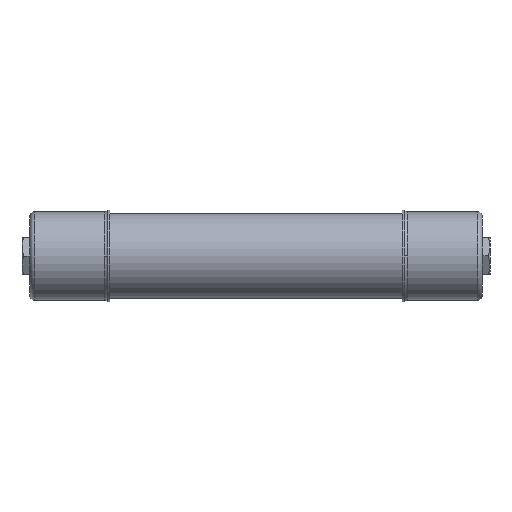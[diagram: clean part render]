
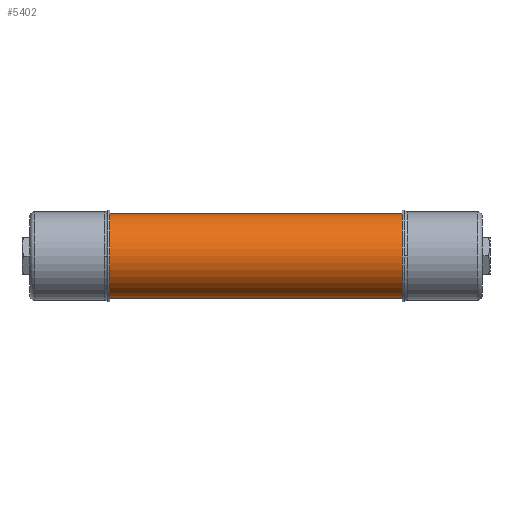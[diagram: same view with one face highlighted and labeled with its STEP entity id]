
A CAD part, front view. The second image highlights one B-rep face of the part: STEP entity #5402.
In plain terms, the highlighted cylindrical face has radius 36.513 mm (diameter 73.025 mm), a partial arc.
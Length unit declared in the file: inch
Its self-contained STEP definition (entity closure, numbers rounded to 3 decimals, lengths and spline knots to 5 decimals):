
#119 = CARTESIAN_POINT ( 'NONE',  ( -7.539, 0., 1.4375 ) ) ;
#145 = VECTOR ( 'NONE', #1154, 39.37008 ) ;
#361 = CARTESIAN_POINT ( 'NONE',  ( 7.539, 0., 0. ) ) ;
#416 = CARTESIAN_POINT ( 'NONE',  ( 7.539, 0., 0. ) ) ;
#784 = DIRECTION ( 'NONE',  ( 1., 0., 0. ) ) ;
#1105 = EDGE_CURVE ( 'NONE', #4393, #5754, #1601, .T. ) ;
#1154 = DIRECTION ( 'NONE',  ( -1., 0., 0. ) ) ;
#1601 = CIRCLE ( 'NONE', #2286, 1.4375 ) ;
#2133 = ORIENTED_EDGE ( 'NONE', *, *, #4334, .F. ) ;
#2286 = AXIS2_PLACEMENT_3D ( 'NONE', #361, #3603, #5020 ) ;
#2369 = VERTEX_POINT ( 'NONE', #4048 ) ;
#2592 = CARTESIAN_POINT ( 'NONE',  ( 7.539, 0., 1.4375 ) ) ;
#2624 = DIRECTION ( 'NONE',  ( -1., 0., 0. ) ) ;
#2959 = EDGE_CURVE ( 'NONE', #8604, #2369, #8698, .T. ) ;
#3458 = DIRECTION ( 'NONE',  ( 0., 0., -1. ) ) ;
#3464 = CARTESIAN_POINT ( 'NONE',  ( 7.539, 0., 1.4375 ) ) ;
#3603 = DIRECTION ( 'NONE',  ( 1., 0., 0. ) ) ;
#4048 = CARTESIAN_POINT ( 'NONE',  ( -7.539, 0., -1.4375 ) ) ;
#4334 = EDGE_CURVE ( 'NONE', #5754, #2369, #7184, .T. ) ;
#4393 = VERTEX_POINT ( 'NONE', #3464 ) ;
#5020 = DIRECTION ( 'NONE',  ( 0., 0., -1. ) ) ;
#5163 = DIRECTION ( 'NONE',  ( -1., 0., 0. ) ) ;
#5201 = AXIS2_PLACEMENT_3D ( 'NONE', #416, #5163, #7199 ) ;
#5308 = EDGE_LOOP ( 'NONE', ( #2133, #7981, #7372, #5475 ) ) ;
#5372 = LINE ( 'NONE', #2592, #6089 ) ;
#5402 = ADVANCED_FACE ( 'NONE', ( #7144 ), #7056, .T. ) ;
#5435 = CARTESIAN_POINT ( 'NONE',  ( 7.539, 0., -1.4375 ) ) ;
#5475 = ORIENTED_EDGE ( 'NONE', *, *, #2959, .T. ) ;
#5736 = CARTESIAN_POINT ( 'NONE',  ( 7.539, 0., -1.4375 ) ) ;
#5754 = VERTEX_POINT ( 'NONE', #5435 ) ;
#5755 = AXIS2_PLACEMENT_3D ( 'NONE', #8131, #784, #3458 ) ;
#6089 = VECTOR ( 'NONE', #2624, 39.37008 ) ;
#7056 = CYLINDRICAL_SURFACE ( 'NONE', #5201, 1.4375 ) ;
#7144 = FACE_OUTER_BOUND ( 'NONE', #5308, .T. ) ;
#7184 = LINE ( 'NONE', #5736, #145 ) ;
#7199 = DIRECTION ( 'NONE',  ( 0., 0., 1. ) ) ;
#7372 = ORIENTED_EDGE ( 'NONE', *, *, #8239, .T. ) ;
#7981 = ORIENTED_EDGE ( 'NONE', *, *, #1105, .F. ) ;
#8131 = CARTESIAN_POINT ( 'NONE',  ( -7.539, 0., 0. ) ) ;
#8239 = EDGE_CURVE ( 'NONE', #4393, #8604, #5372, .T. ) ;
#8604 = VERTEX_POINT ( 'NONE', #119 ) ;
#8698 = CIRCLE ( 'NONE', #5755, 1.4375 ) ;
